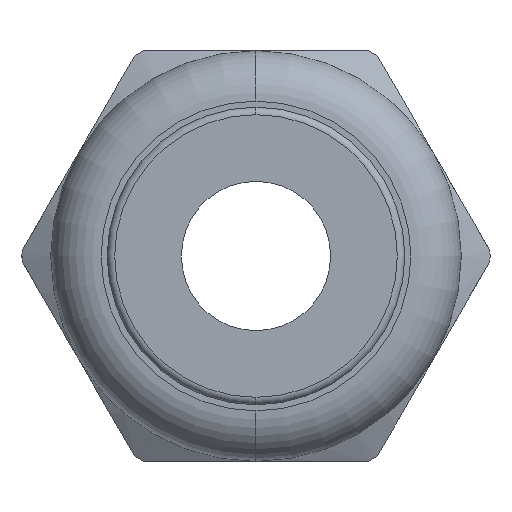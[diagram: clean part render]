
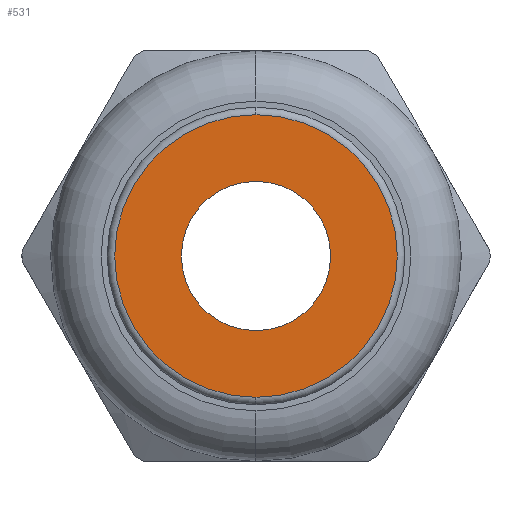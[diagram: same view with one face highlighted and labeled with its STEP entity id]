
A CAD part, left-side view. The second image highlights one B-rep face of the part: STEP entity #531.
In plain terms, the highlighted planar face has unit normal (-1, 0, 0).
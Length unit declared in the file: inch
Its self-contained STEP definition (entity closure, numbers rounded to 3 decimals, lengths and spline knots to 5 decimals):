
#314 = EDGE_CURVE ( 'NONE', #315, #316, #1806, .T. ) ;
#315 = VERTEX_POINT ( 'NONE', #1801 ) ;
#316 = VERTEX_POINT ( 'NONE', #1800 ) ;
#473 = ORIENTED_EDGE ( 'NONE', *, *, #314, .F. ) ;
#474 = ORIENTED_EDGE ( 'NONE', *, *, #528, .F. ) ;
#502 = EDGE_CURVE ( 'NONE', #503, #504, #2220, .T. ) ;
#503 = VERTEX_POINT ( 'NONE', #2216 ) ;
#504 = VERTEX_POINT ( 'NONE', #2215 ) ;
#517 = EDGE_CURVE ( 'NONE', #504, #503, #2193, .T. ) ;
#528 = EDGE_CURVE ( 'NONE', #316, #315, #2236, .T. ) ;
#531 = ADVANCED_FACE ( 'NONE', ( #2232, #2231 ), #2228, .T. ) ;
#532 = EDGE_LOOP ( 'NONE', ( #533, #534 ) ) ;
#533 = ORIENTED_EDGE ( 'NONE', *, *, #517, .T. ) ;
#534 = ORIENTED_EDGE ( 'NONE', *, *, #502, .T. ) ;
#535 = EDGE_LOOP ( 'NONE', ( #473, #474 ) ) ;
#1800 = CARTESIAN_POINT ( 'NONE',  ( -0.455, 0., 0.18937 ) ) ;
#1801 = CARTESIAN_POINT ( 'NONE',  ( -0.455, 0., -0.18937 ) ) ;
#1802 = DIRECTION ( 'NONE',  ( 0., 0., -1. ) ) ;
#1803 = DIRECTION ( 'NONE',  ( 1., 0., 0. ) ) ;
#1804 = CARTESIAN_POINT ( 'NONE',  ( -0.455, 0., 0. ) ) ;
#1805 = AXIS2_PLACEMENT_3D ( 'NONE', #1804, #1803, #1802 ) ;
#1806 = CIRCLE ( 'NONE', #1805, 0.18937 ) ;
#2193 = CIRCLE ( 'NONE', #2258, 0.1 ) ;
#2215 = CARTESIAN_POINT ( 'NONE',  ( -0.455, 0., -0.1 ) ) ;
#2216 = CARTESIAN_POINT ( 'NONE',  ( -0.455, 0., 0.1 ) ) ;
#2217 = DIRECTION ( 'NONE',  ( 0., 0., -1. ) ) ;
#2218 = DIRECTION ( 'NONE',  ( 1., 0., 0. ) ) ;
#2219 = AXIS2_PLACEMENT_3D ( 'NONE', #2223, #2218, #2217 ) ;
#2220 = CIRCLE ( 'NONE', #2219, 0.1 ) ;
#2223 = CARTESIAN_POINT ( 'NONE',  ( -0.455, 0., 0. ) ) ;
#2224 = DIRECTION ( 'NONE',  ( 0., 0., 1. ) ) ;
#2225 = DIRECTION ( 'NONE',  ( -1., 0., 0. ) ) ;
#2226 = CARTESIAN_POINT ( 'NONE',  ( -0.455, 0.18937, 0. ) ) ;
#2227 = AXIS2_PLACEMENT_3D ( 'NONE', #2226, #2225, #2224 ) ;
#2228 = PLANE ( 'NONE',  #2227 ) ;
#2231 = FACE_OUTER_BOUND ( 'NONE', #535, .T. ) ;
#2232 = FACE_BOUND ( 'NONE', #532, .T. ) ;
#2233 = DIRECTION ( 'NONE',  ( 0., 0., -1. ) ) ;
#2234 = DIRECTION ( 'NONE',  ( 1., 0., 0. ) ) ;
#2235 = AXIS2_PLACEMENT_3D ( 'NONE', #2241, #2234, #2233 ) ;
#2236 = CIRCLE ( 'NONE', #2235, 0.18937 ) ;
#2241 = CARTESIAN_POINT ( 'NONE',  ( -0.455, 0., 0. ) ) ;
#2255 = DIRECTION ( 'NONE',  ( 0., 0., -1. ) ) ;
#2256 = DIRECTION ( 'NONE',  ( 1., 0., 0. ) ) ;
#2257 = CARTESIAN_POINT ( 'NONE',  ( -0.455, 0., 0. ) ) ;
#2258 = AXIS2_PLACEMENT_3D ( 'NONE', #2257, #2256, #2255 ) ;
